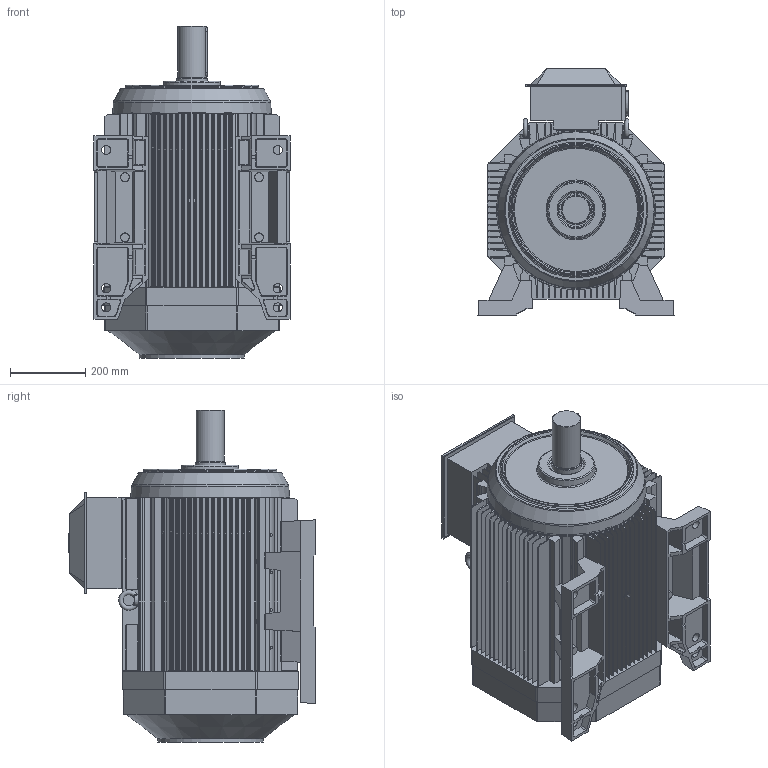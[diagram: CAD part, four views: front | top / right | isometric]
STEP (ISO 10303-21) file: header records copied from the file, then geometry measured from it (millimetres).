
FILE_DESCRIPTION((''),'2;1');
FILE_NAME('M3AA IE2 280 4-8P B3.stp','2015-07-02T13:28:07',('sejotaa1'),(''),'Autodesk Inventor 2011','Autodesk Inventor 2011','');
FILE_SCHEMA(('AUTOMOTIVE_DESIGN { 1 0 10303 214 1 1 1 1 }'));
Length unit declared in the file: millimetre
Products named in the file (1): M3AA IE2 280 4-8P B3
Bounding box: 522 x 656.6 x 884 mm (x, y, z)
Volume: 126806770.4 mm3; surface area: 10606235.7 mm2
Topology: 24 solids, 80 shells, 2522 faces, 6786 edges, 4496 vertices
Faces by surface type: plane 1340, cylinder 916, cone 128, bspline 78, torus 60
Full cylindrical faces by diameter (mm): 3.3 x8, 5.5 x8, 11 x2, 12 x4, 16 x4, 20 x2, 24 x12, 57 x2, 59 x2, 61.376 x2, 62 x2, 63 x6, 64.4 x2, 65 x4, 70 x2, 71 x2, 74.4 x2, 75 x2, 76 x2, 79.4 x2, 80 x2, 89 x2, 90 x2, 90.1 x2, 95 x2, 280.294 x2, 410 x2, 418 x4
Entity records: 88372 total; most frequent: CARTESIAN_POINT 21745, DIRECTION 13420, ORIENTED_EDGE 12976, EDGE_CURVE 6556, AXIS2_PLACEMENT_3D 4741, VERTEX_POINT 4470, VECTOR 3938, LINE 3938
